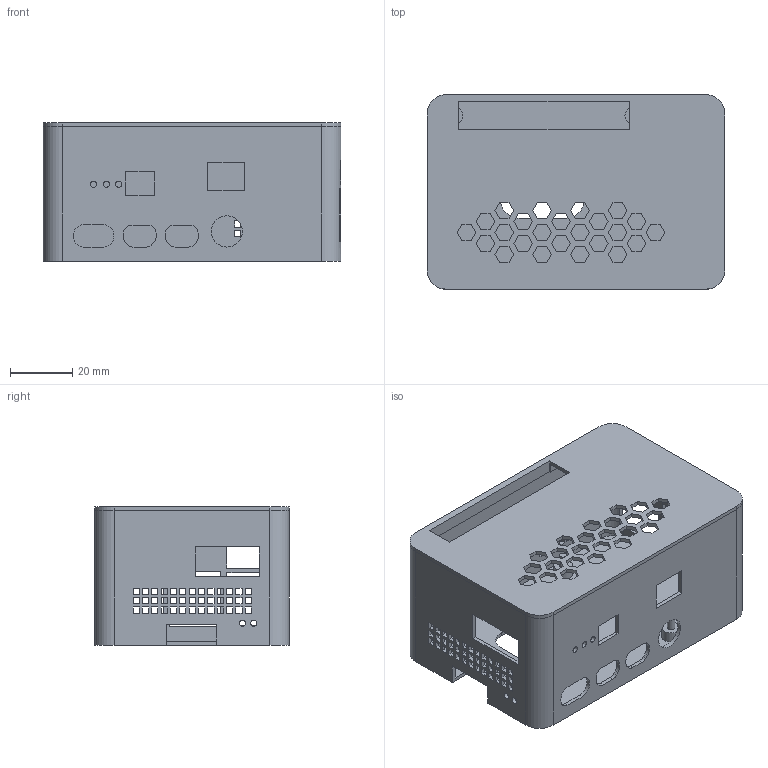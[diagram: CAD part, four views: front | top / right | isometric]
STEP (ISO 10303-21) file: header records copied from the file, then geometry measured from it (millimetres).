
FILE_DESCRIPTION(/* description */ (''),/* implementation_level */ '2;1');
FILE_NAME(/* name */ 'Enclosure_RPi4b.step',/* time_stamp */ '2020-08-01T10:15:31+02:00',/* author */ (''),/* organization */ (''),/* preprocessor_version */ 'ST-DEVELOPER v18.1',/* originating_system */ 'Autodesk Translation Framework v9.3.0.1241',/* authorisation */ '');
FILE_SCHEMA (('AUTOMOTIVE_DESIGN { 1 0 10303 214 3 1 1 }'));
Length unit declared in the file: millimetre
Products named in the file (3): Enclosure; Case; Top
Assembly tree (2 placements, depth 2):
  Enclosure
    Case
    Top
Bounding box: 95.61 x 62.46 x 44.43 mm (x, y, z)
Volume: 27222.3 mm3; surface area: 46765.2 mm2
Topology: 2 solids, 2 shells, 576 faces, 1702 edges, 1132 vertices
Faces by surface type: plane 522, cylinder 54
Full cylindrical faces by diameter (mm): 2 x5, 2.3 x1, 2.44 x3, 6 x4, 10 x1
Entity records: 19435 total; most frequent: CARTESIAN_POINT 3415, ORIENTED_EDGE 3404, DIRECTION 2984, EDGE_CURVE 1702, LINE 1582, VECTOR 1582, VERTEX_POINT 1132, EDGE_LOOP 792
